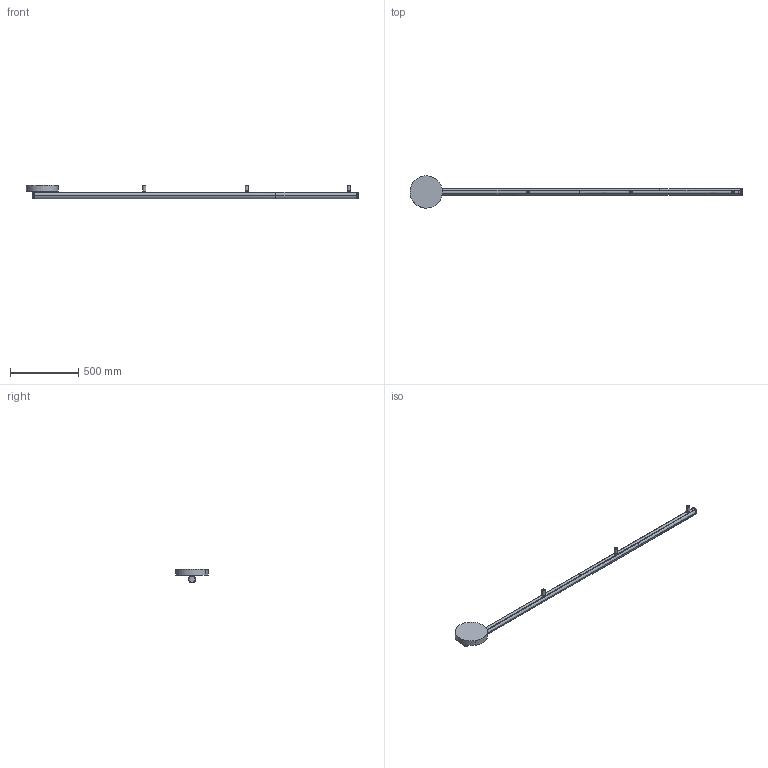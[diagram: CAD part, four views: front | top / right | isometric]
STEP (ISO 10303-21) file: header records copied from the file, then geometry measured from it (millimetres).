
FILE_DESCRIPTION(/* description */ (''),/* implementation_level */ '2;1');
FILE_NAME(/* name */ '3D 130800_Alphabet of light linear wall-ceiling 240',/* time_stamp */ '2018-05-15T16:24:29+02:00',/* author */ (''),/* organization */ (''),/* preprocessor_version */ 'ST-DEVELOPER v10',/* originating_system */ '',/* authorisation */ '');
FILE_SCHEMA (('AUTOMOTIVE_DESIGN'));
Length unit declared in the file: millimetre
Products named in the file (1): 1
Bounding box: 2435.25 x 236.43 x 100.03 mm (x, y, z)
Volume: 1884452.3 mm3; surface area: 556419.9 mm2
Topology: 2 solids, 10 shells, 127 faces, 459 edges, 349 vertices
Faces by surface type: bspline 76, plane 51
Entity records: 6670 total; most frequent: CARTESIAN_POINT 4194, ORIENTED_EDGE 770, EDGE_CURVE 456, VERTEX_POINT 343, B_SPLINE_CURVE_WITH_KNOTS 196, EDGE_LOOP 137, ADVANCED_FACE 127, FACE_OUTER_BOUND 127
